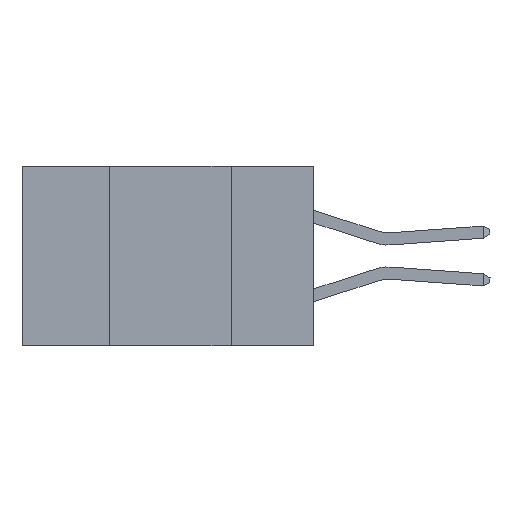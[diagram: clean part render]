
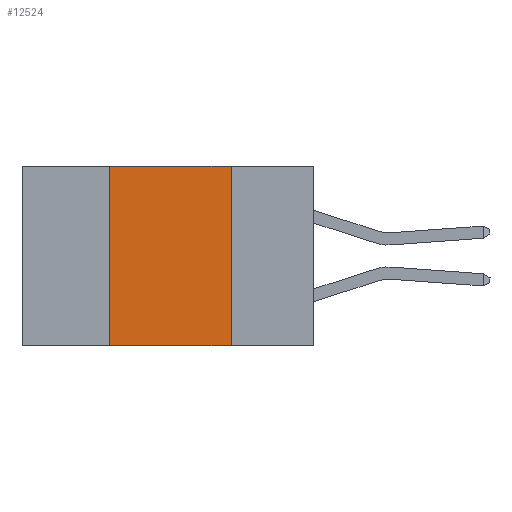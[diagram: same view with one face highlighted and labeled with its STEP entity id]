
A CAD part, left-side view. The second image highlights one B-rep face of the part: STEP entity #12524.
In plain terms, the highlighted planar face has unit normal (-1, 0, 0).
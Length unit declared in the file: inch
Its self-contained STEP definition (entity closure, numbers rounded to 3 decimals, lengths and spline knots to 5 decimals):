
#24 = DIRECTION ( 'NONE',  ( 0., 0., 1. ) ) ;
#1240 = ORIENTED_EDGE ( 'NONE', *, *, #19925, .T. ) ;
#2086 = VECTOR ( 'NONE', #24, 39.37008 ) ;
#2380 = VERTEX_POINT ( 'NONE', #12674 ) ;
#3808 = EDGE_LOOP ( 'NONE', ( #6880, #4835, #16082, #1240 ) ) ;
#4096 = VECTOR ( 'NONE', #10054, 39.37008 ) ;
#4835 = ORIENTED_EDGE ( 'NONE', *, *, #15020, .F. ) ;
#4838 = LINE ( 'NONE', #18395, #17013 ) ;
#5055 = VERTEX_POINT ( 'NONE', #12979 ) ;
#5105 = VERTEX_POINT ( 'NONE', #8189 ) ;
#5560 = LINE ( 'NONE', #7442, #9459 ) ;
#6657 = VERTEX_POINT ( 'NONE', #12349 ) ;
#6880 = ORIENTED_EDGE ( 'NONE', *, *, #8777, .F. ) ;
#7442 = CARTESIAN_POINT ( 'NONE',  ( 0., 0.6, 0. ) ) ;
#7516 = FACE_OUTER_BOUND ( 'NONE', #3808, .T. ) ;
#8189 = CARTESIAN_POINT ( 'NONE',  ( 0., 0.17, 0. ) ) ;
#8250 = DIRECTION ( 'NONE',  ( 0., 0., -1. ) ) ;
#8777 = EDGE_CURVE ( 'NONE', #5105, #2380, #17329, .T. ) ;
#9459 = VECTOR ( 'NONE', #17295, 39.37008 ) ;
#10054 = DIRECTION ( 'NONE',  ( 0., 0., -1. ) ) ;
#10237 = DIRECTION ( 'NONE',  ( 0., -1., 0. ) ) ;
#11544 = LINE ( 'NONE', #13389, #2086 ) ;
#12349 = CARTESIAN_POINT ( 'NONE',  ( 0., 0.42, -0.37 ) ) ;
#12524 = ADVANCED_FACE ( 'NONE', ( #7516 ), #21224, .F. ) ;
#12674 = CARTESIAN_POINT ( 'NONE',  ( 0., 0.17, -0.37 ) ) ;
#12979 = CARTESIAN_POINT ( 'NONE',  ( 0., 0.42, 0. ) ) ;
#13389 = CARTESIAN_POINT ( 'NONE',  ( 0., 0.42, 0. ) ) ;
#14775 = AXIS2_PLACEMENT_3D ( 'NONE', #14841, #18069, #8250 ) ;
#14841 = CARTESIAN_POINT ( 'NONE',  ( 0., 0.6, 0. ) ) ;
#15020 = EDGE_CURVE ( 'NONE', #5055, #5105, #5560, .T. ) ;
#15398 = EDGE_CURVE ( 'NONE', #6657, #5055, #11544, .T. ) ;
#16082 = ORIENTED_EDGE ( 'NONE', *, *, #15398, .F. ) ;
#17013 = VECTOR ( 'NONE', #10237, 39.37008 ) ;
#17295 = DIRECTION ( 'NONE',  ( 0., -1., 0. ) ) ;
#17329 = LINE ( 'NONE', #18214, #4096 ) ;
#18069 = DIRECTION ( 'NONE',  ( 1., 0., 0. ) ) ;
#18214 = CARTESIAN_POINT ( 'NONE',  ( 0., 0.17, 0. ) ) ;
#18395 = CARTESIAN_POINT ( 'NONE',  ( 0., 0.6, -0.37 ) ) ;
#19925 = EDGE_CURVE ( 'NONE', #6657, #2380, #4838, .T. ) ;
#21224 = PLANE ( 'NONE',  #14775 ) ;
